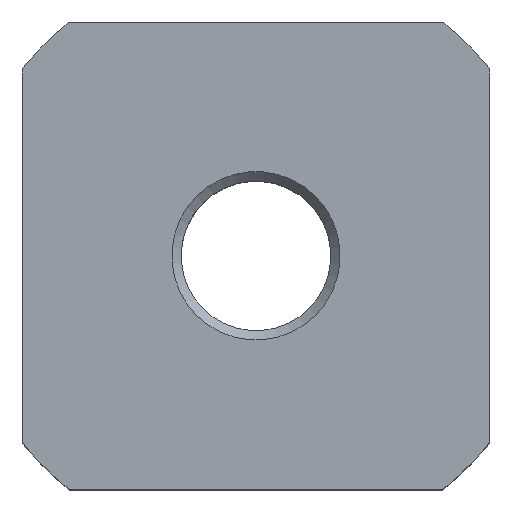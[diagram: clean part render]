
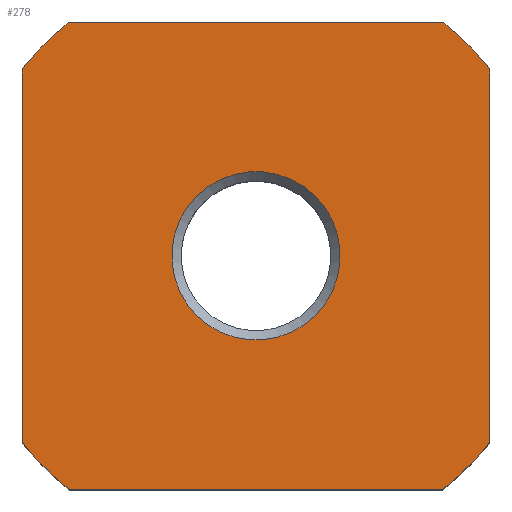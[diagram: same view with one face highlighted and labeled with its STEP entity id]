
A CAD part, top view. The second image highlights one B-rep face of the part: STEP entity #278.
In plain terms, the highlighted planar face has unit normal (0, 0, 1).
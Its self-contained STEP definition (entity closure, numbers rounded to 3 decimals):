
#25=FACE_BOUND('',#62,.T.);
#31=PLANE('',#318);
#42=FACE_OUTER_BOUND('',#61,.T.);
#61=EDGE_LOOP('',(#232,#233,#234,#235,#236,#237,#238,#239));
#62=EDGE_LOOP('',(#240));
#74=LINE('',#462,#95);
#80=LINE('',#516,#101);
#84=LINE('',#525,#105);
#89=LINE('',#549,#110);
#95=VECTOR('',#342,10.);
#101=VECTOR('',#360,10.);
#105=VECTOR('',#366,10.);
#110=VECTOR('',#397,10.);
#117=CIRCLE('',#310,4.5);
#123=CIRCLE('',#319,16.);
#124=CIRCLE('',#320,16.);
#125=CIRCLE('',#321,16.);
#126=CIRCLE('',#322,16.);
#131=VERTEX_POINT('',#459);
#132=VERTEX_POINT('',#461);
#139=VERTEX_POINT('',#513);
#140=VERTEX_POINT('',#515);
#143=VERTEX_POINT('',#522);
#144=VERTEX_POINT('',#524);
#145=VERTEX_POINT('',#528);
#149=VERTEX_POINT('',#546);
#150=VERTEX_POINT('',#548);
#156=EDGE_CURVE('',#132,#131,#74,.T.);
#166=EDGE_CURVE('',#140,#139,#80,.T.);
#170=EDGE_CURVE('',#144,#143,#84,.T.);
#172=EDGE_CURVE('',#145,#145,#117,.T.);
#181=EDGE_CURVE('',#143,#140,#123,.T.);
#182=EDGE_CURVE('',#139,#132,#124,.T.);
#183=EDGE_CURVE('',#131,#149,#125,.T.);
#184=EDGE_CURVE('',#149,#150,#89,.T.);
#185=EDGE_CURVE('',#150,#144,#126,.T.);
#232=ORIENTED_EDGE('',*,*,#170,.T.);
#233=ORIENTED_EDGE('',*,*,#181,.T.);
#234=ORIENTED_EDGE('',*,*,#166,.T.);
#235=ORIENTED_EDGE('',*,*,#182,.T.);
#236=ORIENTED_EDGE('',*,*,#156,.T.);
#237=ORIENTED_EDGE('',*,*,#183,.T.);
#238=ORIENTED_EDGE('',*,*,#184,.T.);
#239=ORIENTED_EDGE('',*,*,#185,.T.);
#240=ORIENTED_EDGE('',*,*,#172,.F.);
#278=ADVANCED_FACE('',(#42,#25),#31,.T.);
#310=AXIS2_PLACEMENT_3D('',#529,#370,#371);
#318=AXIS2_PLACEMENT_3D('',#543,#389,#390);
#319=AXIS2_PLACEMENT_3D('',#544,#391,#392);
#320=AXIS2_PLACEMENT_3D('',#545,#393,#394);
#321=AXIS2_PLACEMENT_3D('',#547,#395,#396);
#322=AXIS2_PLACEMENT_3D('',#550,#398,#399);
#342=DIRECTION('',(0.,1.,0.));
#360=DIRECTION('',(1.,0.,0.));
#366=DIRECTION('',(0.,-1.,0.));
#370=DIRECTION('center_axis',(0.,0.,1.));
#371=DIRECTION('ref_axis',(0.707,0.707,0.));
#389=DIRECTION('center_axis',(0.,0.,1.));
#390=DIRECTION('ref_axis',(0.707,0.707,0.));
#391=DIRECTION('center_axis',(0.,0.,1.));
#392=DIRECTION('ref_axis',(-0.781,-0.624,0.));
#393=DIRECTION('center_axis',(0.,0.,1.));
#394=DIRECTION('ref_axis',(0.624,-0.781,0.));
#395=DIRECTION('center_axis',(0.,0.,1.));
#396=DIRECTION('ref_axis',(0.781,0.624,0.));
#397=DIRECTION('',(-1.,0.,0.));
#398=DIRECTION('center_axis',(0.,0.,1.));
#399=DIRECTION('ref_axis',(-0.624,0.781,0.));
#459=CARTESIAN_POINT('',(12.5,9.987,12.));
#461=CARTESIAN_POINT('',(12.5,-9.987,12.));
#462=CARTESIAN_POINT('',(12.5,-9.987,12.));
#513=CARTESIAN_POINT('',(9.987,-12.5,12.));
#515=CARTESIAN_POINT('',(-9.987,-12.5,12.));
#516=CARTESIAN_POINT('',(-9.987,-12.5,12.));
#522=CARTESIAN_POINT('',(-12.5,-9.987,12.));
#524=CARTESIAN_POINT('',(-12.5,9.987,12.));
#525=CARTESIAN_POINT('',(-12.5,9.987,12.));
#528=CARTESIAN_POINT('',(-3.182,-3.182,12.));
#529=CARTESIAN_POINT('Origin',(0.,0.,12.));
#543=CARTESIAN_POINT('Origin',(0.,0.,12.));
#544=CARTESIAN_POINT('Origin',(0.,0.,12.));
#545=CARTESIAN_POINT('Origin',(0.,0.,12.));
#546=CARTESIAN_POINT('',(9.987,12.5,12.));
#547=CARTESIAN_POINT('Origin',(0.,0.,12.));
#548=CARTESIAN_POINT('',(-9.987,12.5,12.));
#549=CARTESIAN_POINT('',(-9.987,12.5,12.));
#550=CARTESIAN_POINT('Origin',(0.,0.,12.));
